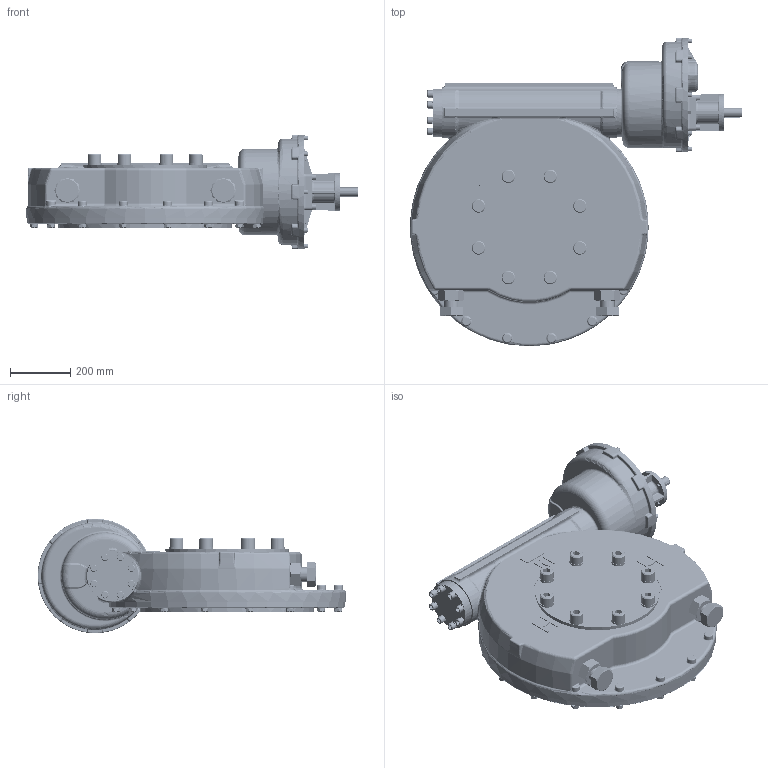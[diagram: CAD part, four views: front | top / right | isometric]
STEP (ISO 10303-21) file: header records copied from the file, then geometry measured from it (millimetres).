
FILE_DESCRIPTION(/* description */ ('Unknown'),/* implementation_level */ '2;1');
FILE_NAME(/* name */ 'PUB-IW116-MK2-IR35_SOLID_0-0',/* time_stamp */ '2025-06-17T15:26:49+01:00',/* author */ ('Unknown'),/* organization */ ('Unknown'),/* preprocessor_version */ 'ST-DEVELOPER v19.4',/* originating_system */ 'Solid Edge',/* authorisation */ 'Unknown');
FILE_SCHEMA (('AUTOMOTIVE_DESIGN {1 0 10303 214 3 1 1}'));
Products named in the file (1): PUB-IW116-MK2-IR35_SOLID_0-0
Bounding box: 1106.25 x 1028.5 x 381.78 mm (x, y, z)
Volume: 386228 mm3; surface area: 6074831.8 mm2
Topology: 97 solids, 98 shells, 7801 faces, 21350 edges, 13591 vertices
Faces by surface type: plane 5264, cylinder 990, torus 598, bspline 438, cone 285, sphere 226
Full cylindrical faces by diameter (mm): 2.5 x2, 3 x2, 7.49 x12, 8 x1, 9.95 x12, 10.5 x4, 14 x1, 16 x10, 16.6 x8, 18 x4, 19 x4, 20 x1, 24 x17, 25 x1, 25.4 x64, 26 x8, 30 x6, 31.67 x8, 32.25 x1, 34 x1, 38.1 x1, 40 x2, 45 x10, 47 x9, 48 x4, 50 x7, 50.2 x2, 50.7 x2, 52.6 x3, 54 x1
Entity records: 268092 total; most frequent: CARTESIAN_POINT 86361, ORIENTED_EDGE 40018, DIRECTION 34077, EDGE_CURVE 20009, VERTEX_POINT 13159, LINE 12281, VECTOR 12281, AXIS2_PLACEMENT_3D 10898
